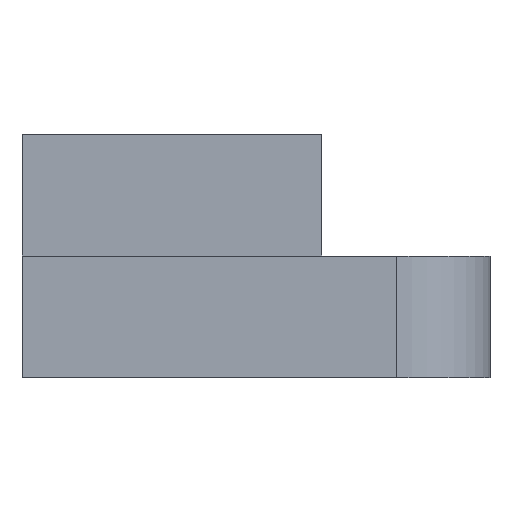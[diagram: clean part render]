
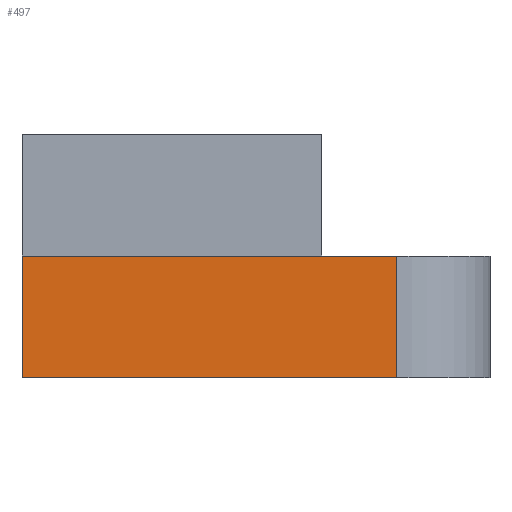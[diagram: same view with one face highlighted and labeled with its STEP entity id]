
A CAD part, front view. The second image highlights one B-rep face of the part: STEP entity #497.
In plain terms, the highlighted planar face has unit normal (0, -1, 0).
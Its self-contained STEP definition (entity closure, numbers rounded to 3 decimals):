
#78=FACE_OUTER_BOUND('',#109,.T.);
#109=EDGE_LOOP('',(#438,#439,#440,#441));
#124=LINE('',#742,#171);
#154=LINE('',#827,#201);
#159=LINE('',#846,#206);
#160=LINE('',#847,#207);
#171=VECTOR('',#595,10.);
#201=VECTOR('',#677,10.);
#206=VECTOR('',#702,10.);
#207=VECTOR('',#703,10.);
#219=VERTEX_POINT('',#739);
#220=VERTEX_POINT('',#741);
#249=VERTEX_POINT('',#825);
#253=VERTEX_POINT('',#845);
#268=EDGE_CURVE('',#220,#219,#124,.T.);
#311=EDGE_CURVE('',#249,#219,#154,.T.);
#320=EDGE_CURVE('',#220,#253,#159,.T.);
#321=EDGE_CURVE('',#253,#249,#160,.T.);
#438=ORIENTED_EDGE('',*,*,#320,.F.);
#439=ORIENTED_EDGE('',*,*,#268,.T.);
#440=ORIENTED_EDGE('',*,*,#311,.F.);
#441=ORIENTED_EDGE('',*,*,#321,.F.);
#473=PLANE('',#563);
#497=ADVANCED_FACE('',(#78),#473,.T.);
#563=AXIS2_PLACEMENT_3D('',#844,#700,#701);
#595=DIRECTION('',(0.,0.,-1.));
#677=DIRECTION('',(-1.,0.,0.));
#700=DIRECTION('center_axis',(0.,-1.,0.));
#701=DIRECTION('ref_axis',(-1.,0.,0.));
#702=DIRECTION('',(1.,0.,0.));
#703=DIRECTION('',(0.,0.,-1.));
#739=CARTESIAN_POINT('',(0.,0.,-6.5));
#741=CARTESIAN_POINT('',(0.,0.,0.));
#742=CARTESIAN_POINT('',(0.,0.,0.));
#825=CARTESIAN_POINT('',(20.,0.,-6.5));
#827=CARTESIAN_POINT('',(0.,0.,-6.5));
#844=CARTESIAN_POINT('Origin',(20.,0.,0.));
#845=CARTESIAN_POINT('',(20.,0.,0.));
#846=CARTESIAN_POINT('',(0.,0.,0.));
#847=CARTESIAN_POINT('',(20.,0.,0.));
